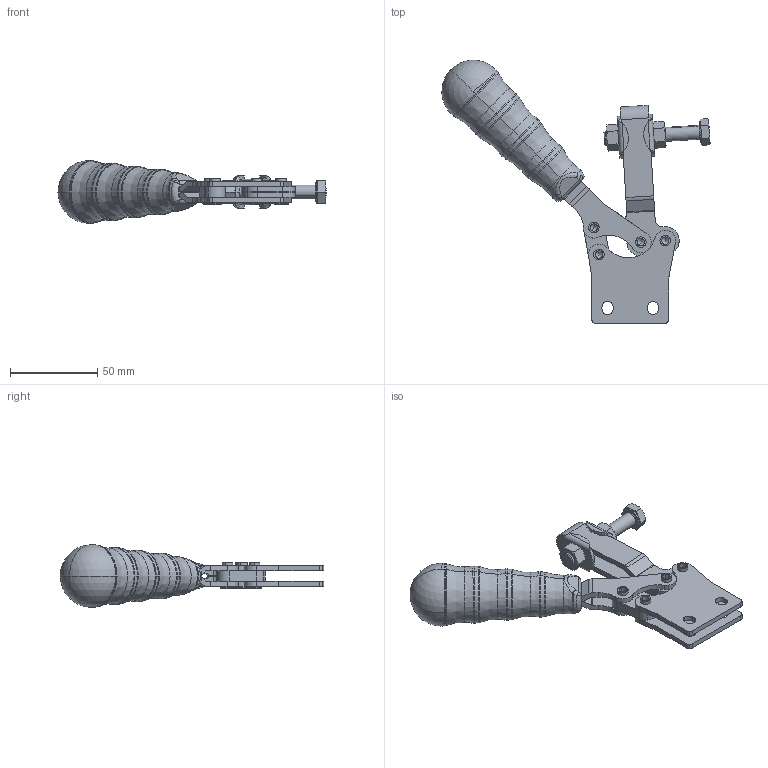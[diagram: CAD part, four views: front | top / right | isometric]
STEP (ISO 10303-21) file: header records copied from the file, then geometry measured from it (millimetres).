
FILE_DESCRIPTION((''),'2;1');
FILE_NAME('123.1-opened.stp','2005-09-27T15:36:24',('Kysilko'),(''),'Autodesk Inventor 8','Autodesk Inventor 8','');
FILE_SCHEMA(('AUTOMOTIVE_DESIGN { 1 0 10303 214 1 1 1 1 }'));
Length unit declared in the file: millimetre
Products named in the file (1): Part17
Bounding box: 153.66 x 151.05 x 36 mm (x, y, z)
Volume: 94465.2 mm3; surface area: 38047.7 mm2
Topology: 1 solids, 2 shells, 1112 faces, 3619 edges, 2167 vertices
Faces by surface type: plane 403, cone 364, cylinder 211, bspline 112, sphere 14, torus 8
Entity records: 44527 total; most frequent: CARTESIAN_POINT 13638, ORIENTED_EDGE 7212, DIRECTION 6374, EDGE_CURVE 3606, AXIS2_PLACEMENT_3D 2449, VERTEX_POINT 2167, VECTOR 1476, LINE 1476
